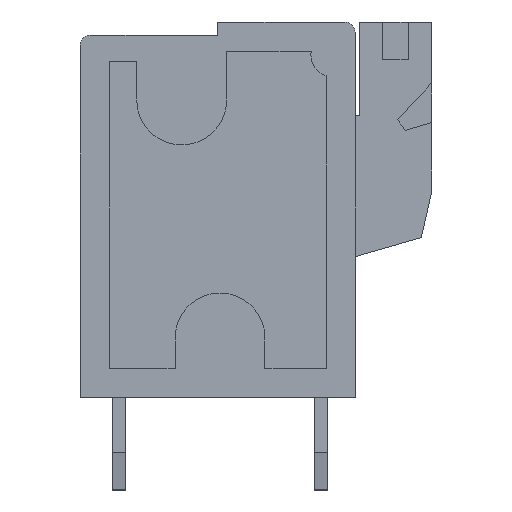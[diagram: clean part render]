
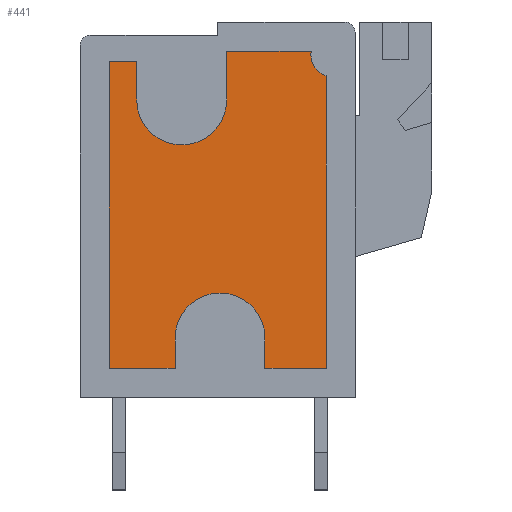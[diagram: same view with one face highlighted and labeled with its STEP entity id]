
A CAD part, left-side view. The second image highlights one B-rep face of the part: STEP entity #441.
In plain terms, the highlighted face is planar.
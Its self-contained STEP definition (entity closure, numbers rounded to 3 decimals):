
#441 = ADVANCED_FACE( '', ( #938 ), #939, .T. );
#938 = FACE_OUTER_BOUND( '', #1565, .T. );
#939 = PLANE( '', #1566 );
#1565 = EDGE_LOOP( '', ( #2292, #2293, #2294, #2295, #2296, #2297, #2298, #2299, #2300, #2301, #2302, #2303, #2304 ) );
#1566 = AXIS2_PLACEMENT_3D( '', #2305, #2306, #2307 );
#2292 = ORIENTED_EDGE( '', *, *, #3957, .F. );
#2293 = ORIENTED_EDGE( '', *, *, #3958, .F. );
#2294 = ORIENTED_EDGE( '', *, *, #3959, .F. );
#2295 = ORIENTED_EDGE( '', *, *, #3960, .F. );
#2296 = ORIENTED_EDGE( '', *, *, #3961, .F. );
#2297 = ORIENTED_EDGE( '', *, *, #3962, .F. );
#2298 = ORIENTED_EDGE( '', *, *, #3963, .F. );
#2299 = ORIENTED_EDGE( '', *, *, #3964, .F. );
#2300 = ORIENTED_EDGE( '', *, *, #3965, .F. );
#2301 = ORIENTED_EDGE( '', *, *, #3966, .F. );
#2302 = ORIENTED_EDGE( '', *, *, #3967, .F. );
#2303 = ORIENTED_EDGE( '', *, *, #3968, .F. );
#2304 = ORIENTED_EDGE( '', *, *, #3969, .F. );
#2305 = CARTESIAN_POINT( '', ( 0.54, -1.361, 4.15 ) );
#2306 = DIRECTION( '', ( 1., 0., 0. ) );
#2307 = DIRECTION( '', ( 0., 0., -1. ) );
#3957 = EDGE_CURVE( '', #4730, #4731, #4732, .T. );
#3958 = EDGE_CURVE( '', #4733, #4730, #4734, .T. );
#3959 = EDGE_CURVE( '', #4735, #4733, #4736, .T. );
#3960 = EDGE_CURVE( '', #4737, #4735, #4738, .T. );
#3961 = EDGE_CURVE( '', #4739, #4737, #4740, .T. );
#3962 = EDGE_CURVE( '', #4741, #4739, #4742, .T. );
#3963 = EDGE_CURVE( '', #4743, #4741, #4744, .T. );
#3964 = EDGE_CURVE( '', #4745, #4743, #4746, .T. );
#3965 = EDGE_CURVE( '', #4747, #4745, #4748, .T. );
#3966 = EDGE_CURVE( '', #4749, #4747, #4750, .T. );
#3967 = EDGE_CURVE( '', #4751, #4749, #4752, .T. );
#3968 = EDGE_CURVE( '', #4753, #4751, #4754, .T. );
#3969 = EDGE_CURVE( '', #4731, #4753, #4755, .T. );
#4730 = VERTEX_POINT( '', #5825 );
#4731 = VERTEX_POINT( '', #5826 );
#4732 = LINE( '', #5827, #5828 );
#4733 = VERTEX_POINT( '', #5829 );
#4734 = LINE( '', #5830, #5831 );
#4735 = VERTEX_POINT( '', #5832 );
#4736 = LINE( '', #5833, #5834 );
#4737 = VERTEX_POINT( '', #5835 );
#4738 = CIRCLE( '', #5836, 1.7 );
#4739 = VERTEX_POINT( '', #5837 );
#4740 = LINE( '', #5838, #5839 );
#4741 = VERTEX_POINT( '', #5840 );
#4742 = LINE( '', #5841, #5842 );
#4743 = VERTEX_POINT( '', #5843 );
#4744 = LINE( '', #5844, #5845 );
#4745 = VERTEX_POINT( '', #5846 );
#4746 = CIRCLE( '', #5847, 0.825 );
#4747 = VERTEX_POINT( '', #5848 );
#4748 = LINE( '', #5849, #5850 );
#4749 = VERTEX_POINT( '', #5851 );
#4750 = LINE( '', #5852, #5853 );
#4751 = VERTEX_POINT( '', #5854 );
#4752 = CIRCLE( '', #5855, 1.7 );
#4753 = VERTEX_POINT( '', #5856 );
#4754 = LINE( '', #5857, #5858 );
#4755 = LINE( '', #5859, #5860 );
#5825 = CARTESIAN_POINT( '', ( 0.54, -4.1, -6. ) );
#5826 = CARTESIAN_POINT( '', ( 0.54, -4.1, 5.6 ) );
#5827 = CARTESIAN_POINT( '', ( 0.54, -4.1, -6. ) );
#5828 = VECTOR( '', #7074, 1000. );
#5829 = CARTESIAN_POINT( '', ( 0.54, -1.61, -6. ) );
#5830 = CARTESIAN_POINT( '', ( 0.54, -1.61, -6. ) );
#5831 = VECTOR( '', #7075, 1000. );
#5832 = CARTESIAN_POINT( '', ( 0.54, -1.61, -4.85 ) );
#5833 = CARTESIAN_POINT( '', ( 0.54, -1.61, -4.85 ) );
#5834 = VECTOR( '', #7076, 1000. );
#5835 = CARTESIAN_POINT( '', ( 0.54, 1.79, -4.85 ) );
#5836 = AXIS2_PLACEMENT_3D( '', #7077, #7078, #7079 );
#5837 = CARTESIAN_POINT( '', ( 0.54, 1.79, -6. ) );
#5838 = CARTESIAN_POINT( '', ( 0.54, 1.79, -6. ) );
#5839 = VECTOR( '', #7080, 1000. );
#5840 = CARTESIAN_POINT( '', ( 0.54, 4.1, -6. ) );
#5841 = CARTESIAN_POINT( '', ( 0.54, 4.1, -6. ) );
#5842 = VECTOR( '', #7081, 1000. );
#5843 = CARTESIAN_POINT( '', ( 0.54, 4.1, 5.064 ) );
#5844 = CARTESIAN_POINT( '', ( 0.54, 4.1, 5.064 ) );
#5845 = VECTOR( '', #7082, 1000. );
#5846 = CARTESIAN_POINT( '', ( 0.54, 3.539, 6. ) );
#5847 = AXIS2_PLACEMENT_3D( '', #7083, #7084, #7085 );
#5848 = CARTESIAN_POINT( '', ( 0.54, 0.339, 6. ) );
#5849 = CARTESIAN_POINT( '', ( 0.54, 0.339, 6. ) );
#5850 = VECTOR( '', #7086, 1000. );
#5851 = CARTESIAN_POINT( '', ( 0.54, 0.339, 4.15 ) );
#5852 = CARTESIAN_POINT( '', ( 0.54, 0.339, 4.15 ) );
#5853 = VECTOR( '', #7087, 1000. );
#5854 = CARTESIAN_POINT( '', ( 0.54, -3.061, 4.15 ) );
#5855 = AXIS2_PLACEMENT_3D( '', #7088, #7089, #7090 );
#5856 = CARTESIAN_POINT( '', ( 0.54, -3.061, 5.6 ) );
#5857 = CARTESIAN_POINT( '', ( 0.54, -3.061, 5.6 ) );
#5858 = VECTOR( '', #7091, 1000. );
#5859 = CARTESIAN_POINT( '', ( 0.54, -4.1, 5.6 ) );
#5860 = VECTOR( '', #7092, 1000. );
#7074 = DIRECTION( '', ( 0., 0., 1. ) );
#7075 = DIRECTION( '', ( 0., -1., 0. ) );
#7076 = DIRECTION( '', ( 0., 0., -1. ) );
#7077 = CARTESIAN_POINT( '', ( 0.54, 0.09, -4.85 ) );
#7078 = DIRECTION( '', ( 1., 0., 0. ) );
#7079 = DIRECTION( '', ( 0., 1., 0. ) );
#7080 = DIRECTION( '', ( 0., 0., 1. ) );
#7081 = DIRECTION( '', ( 0., -1., 0. ) );
#7082 = DIRECTION( '', ( 0., 0., -1. ) );
#7083 = CARTESIAN_POINT( '', ( 0.54, 4.35, 5.85 ) );
#7084 = DIRECTION( '', ( 1., 0., 0. ) );
#7085 = DIRECTION( '', ( 0., 1., 0. ) );
#7086 = DIRECTION( '', ( 0., 1., 0. ) );
#7087 = DIRECTION( '', ( 0., 0., 1. ) );
#7088 = CARTESIAN_POINT( '', ( 0.54, -1.361, 4.15 ) );
#7089 = DIRECTION( '', ( 1., 0., 0. ) );
#7090 = DIRECTION( '', ( 0., -1., 0. ) );
#7091 = DIRECTION( '', ( 0., 0., -1. ) );
#7092 = DIRECTION( '', ( 0., 1., 0. ) );
